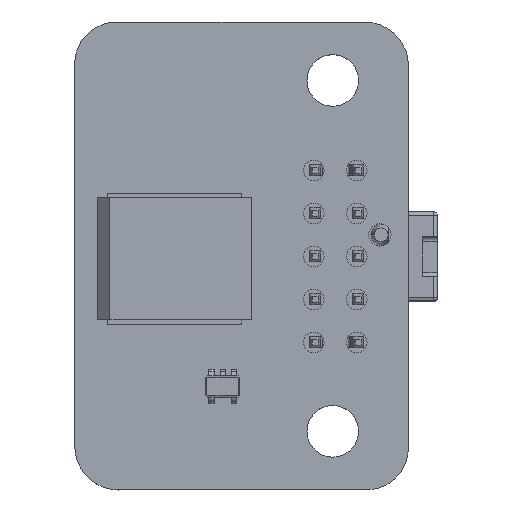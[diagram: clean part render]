
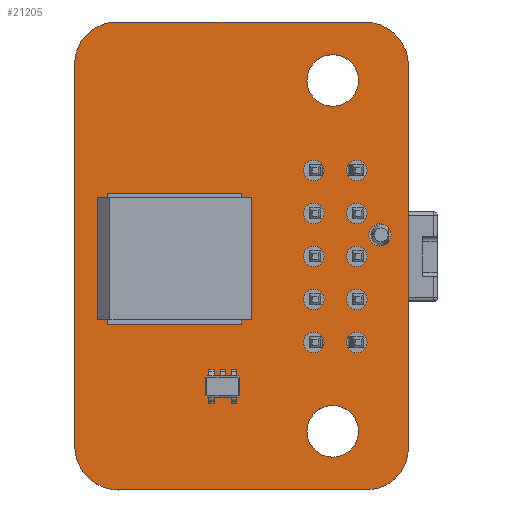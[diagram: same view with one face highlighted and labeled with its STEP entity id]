
A CAD part, top view. The second image highlights one B-rep face of the part: STEP entity #21205.
In plain terms, the highlighted planar face has unit normal (0, 0, 1).
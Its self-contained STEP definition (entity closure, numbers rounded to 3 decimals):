
#20905 = VERTEX_POINT('',#20906);
#20906 = CARTESIAN_POINT('',(-9.7,11.234,1.6));
#20912 = EDGE_CURVE('',#20905,#20913,#20915,.T.);
#20913 = VERTEX_POINT('',#20914);
#20914 = CARTESIAN_POINT('',(-7.2,13.604,1.6));
#20915 = CIRCLE('',#20916,2.444);
#20916 = AXIS2_PLACEMENT_3D('',#20917,#20918,#20919);
#20917 = CARTESIAN_POINT('',(-7.258,11.161,1.6));
#20918 = DIRECTION('',(0.,0.,-1.));
#20919 = DIRECTION('',(-1.,0.03,0.));
#20947 = VERTEX_POINT('',#20948);
#20948 = CARTESIAN_POINT('',(-9.7,-11.078,1.6));
#20954 = EDGE_CURVE('',#20947,#20905,#20955,.T.);
#20955 = LINE('',#20956,#20957);
#20956 = CARTESIAN_POINT('',(-9.7,-11.078,1.6));
#20957 = VECTOR('',#20958,1.);
#20958 = DIRECTION('',(0.,1.,0.));
#20976 = EDGE_CURVE('',#20913,#20977,#20979,.T.);
#20977 = VERTEX_POINT('',#20978);
#20978 = CARTESIAN_POINT('',(7.2,13.604,1.6));
#20979 = LINE('',#20980,#20981);
#20980 = CARTESIAN_POINT('',(-7.2,13.604,1.6));
#20981 = VECTOR('',#20982,1.);
#20982 = DIRECTION('',(1.,0.,0.));
#21205 = ADVANCED_FACE('',(#21206,#21260,#21271,#21282,#21293,#21304,
    #21315,#21326,#21337,#21348,#21359,#21370,#21381,#21392),#21403,.T.
  );
#21206 = FACE_BOUND('',#21207,.T.);
#21207 = EDGE_LOOP('',(#21208,#21209,#21210,#21219,#21227,#21235,#21244,
    #21252,#21259));
#21208 = ORIENTED_EDGE('',*,*,#20912,.F.);
#21209 = ORIENTED_EDGE('',*,*,#20954,.F.);
#21210 = ORIENTED_EDGE('',*,*,#21211,.F.);
#21211 = EDGE_CURVE('',#21212,#20947,#21214,.T.);
#21212 = VERTEX_POINT('',#21213);
#21213 = CARTESIAN_POINT('',(-7.165,-13.605,1.6));
#21214 = CIRCLE('',#21215,2.563);
#21215 = AXIS2_PLACEMENT_3D('',#21216,#21217,#21218);
#21216 = CARTESIAN_POINT('',(-7.138,-11.042,1.6));
#21217 = DIRECTION('',(0.,0.,-1.));
#21218 = DIRECTION('',(-0.01,-1.,-0.));
#21219 = ORIENTED_EDGE('',*,*,#21220,.F.);
#21220 = EDGE_CURVE('',#21221,#21212,#21223,.T.);
#21221 = VERTEX_POINT('',#21222);
#21222 = CARTESIAN_POINT('',(7.2,-13.587,1.6));
#21223 = LINE('',#21224,#21225);
#21224 = CARTESIAN_POINT('',(7.2,-13.587,1.6));
#21225 = VECTOR('',#21226,1.);
#21226 = DIRECTION('',(-1.,-0.001,0.));
#21227 = ORIENTED_EDGE('',*,*,#21228,.F.);
#21228 = EDGE_CURVE('',#21229,#21221,#21231,.T.);
#21229 = VERTEX_POINT('',#21230);
#21230 = CARTESIAN_POINT('',(7.2,-13.587,1.6));
#21231 = LINE('',#21232,#21233);
#21232 = CARTESIAN_POINT('',(7.2,-13.587,1.6));
#21233 = VECTOR('',#21234,1.);
#21234 = DIRECTION('',(-0.037,-0.999,0.));
#21235 = ORIENTED_EDGE('',*,*,#21236,.F.);
#21236 = EDGE_CURVE('',#21237,#21229,#21239,.T.);
#21237 = VERTEX_POINT('',#21238);
#21238 = CARTESIAN_POINT('',(9.7,-11.196,1.6));
#21239 = CIRCLE('',#21240,2.408);
#21240 = AXIS2_PLACEMENT_3D('',#21241,#21242,#21243);
#21241 = CARTESIAN_POINT('',(7.292,-11.18,1.6));
#21242 = DIRECTION('',(0.,0.,-1.));
#21243 = DIRECTION('',(1.,-0.007,0.));
#21244 = ORIENTED_EDGE('',*,*,#21245,.F.);
#21245 = EDGE_CURVE('',#21246,#21237,#21248,.T.);
#21246 = VERTEX_POINT('',#21247);
#21247 = CARTESIAN_POINT('',(9.7,11.004,1.6));
#21248 = LINE('',#21249,#21250);
#21249 = CARTESIAN_POINT('',(9.7,11.004,1.6));
#21250 = VECTOR('',#21251,1.);
#21251 = DIRECTION('',(0.,-1.,0.));
#21252 = ORIENTED_EDGE('',*,*,#21253,.F.);
#21253 = EDGE_CURVE('',#20977,#21246,#21254,.T.);
#21254 = CIRCLE('',#21255,2.55);
#21255 = AXIS2_PLACEMENT_3D('',#21256,#21257,#21258);
#21256 = CARTESIAN_POINT('',(7.15,11.055,1.6));
#21257 = DIRECTION('',(0.,0.,-1.));
#21258 = DIRECTION('',(0.019,1.,0.));
#21259 = ORIENTED_EDGE('',*,*,#20976,.F.);
#21260 = FACE_BOUND('',#21261,.T.);
#21261 = EDGE_LOOP('',(#21262));
#21262 = ORIENTED_EDGE('',*,*,#21263,.T.);
#21263 = EDGE_CURVE('',#21264,#21264,#21266,.T.);
#21264 = VERTEX_POINT('',#21265);
#21265 = CARTESIAN_POINT('',(5.3,-11.696,1.6));
#21266 = CIRCLE('',#21267,1.5);
#21267 = AXIS2_PLACEMENT_3D('',#21268,#21269,#21270);
#21268 = CARTESIAN_POINT('',(5.3,-10.196,1.6));
#21269 = DIRECTION('',(-0.,0.,-1.));
#21270 = DIRECTION('',(-0.,-1.,0.));
#21271 = FACE_BOUND('',#21272,.T.);
#21272 = EDGE_LOOP('',(#21273));
#21273 = ORIENTED_EDGE('',*,*,#21274,.T.);
#21274 = EDGE_CURVE('',#21275,#21275,#21277,.T.);
#21275 = VERTEX_POINT('',#21276);
#21276 = CARTESIAN_POINT('',(4.2,-5.621,1.6));
#21277 = CIRCLE('',#21278,0.6);
#21278 = AXIS2_PLACEMENT_3D('',#21279,#21280,#21281);
#21279 = CARTESIAN_POINT('',(4.2,-5.021,1.6));
#21280 = DIRECTION('',(-0.,0.,-1.));
#21281 = DIRECTION('',(-0.,-1.,0.));
#21282 = FACE_BOUND('',#21283,.T.);
#21283 = EDGE_LOOP('',(#21284));
#21284 = ORIENTED_EDGE('',*,*,#21285,.T.);
#21285 = EDGE_CURVE('',#21286,#21286,#21288,.T.);
#21286 = VERTEX_POINT('',#21287);
#21287 = CARTESIAN_POINT('',(4.2,-3.121,1.6));
#21288 = CIRCLE('',#21289,0.6);
#21289 = AXIS2_PLACEMENT_3D('',#21290,#21291,#21292);
#21290 = CARTESIAN_POINT('',(4.2,-2.521,1.6));
#21291 = DIRECTION('',(-0.,0.,-1.));
#21292 = DIRECTION('',(-0.,-1.,0.));
#21293 = FACE_BOUND('',#21294,.T.);
#21294 = EDGE_LOOP('',(#21295));
#21295 = ORIENTED_EDGE('',*,*,#21296,.T.);
#21296 = EDGE_CURVE('',#21297,#21297,#21299,.T.);
#21297 = VERTEX_POINT('',#21298);
#21298 = CARTESIAN_POINT('',(4.2,-0.621,1.6));
#21299 = CIRCLE('',#21300,0.6);
#21300 = AXIS2_PLACEMENT_3D('',#21301,#21302,#21303);
#21301 = CARTESIAN_POINT('',(4.2,-0.021,1.6));
#21302 = DIRECTION('',(-0.,0.,-1.));
#21303 = DIRECTION('',(-0.,-1.,0.));
#21304 = FACE_BOUND('',#21305,.T.);
#21305 = EDGE_LOOP('',(#21306));
#21306 = ORIENTED_EDGE('',*,*,#21307,.T.);
#21307 = EDGE_CURVE('',#21308,#21308,#21310,.T.);
#21308 = VERTEX_POINT('',#21309);
#21309 = CARTESIAN_POINT('',(6.7,-5.621,1.6));
#21310 = CIRCLE('',#21311,0.6);
#21311 = AXIS2_PLACEMENT_3D('',#21312,#21313,#21314);
#21312 = CARTESIAN_POINT('',(6.7,-5.021,1.6));
#21313 = DIRECTION('',(-0.,0.,-1.));
#21314 = DIRECTION('',(-0.,-1.,0.));
#21315 = FACE_BOUND('',#21316,.T.);
#21316 = EDGE_LOOP('',(#21317));
#21317 = ORIENTED_EDGE('',*,*,#21318,.T.);
#21318 = EDGE_CURVE('',#21319,#21319,#21321,.T.);
#21319 = VERTEX_POINT('',#21320);
#21320 = CARTESIAN_POINT('',(6.7,-3.121,1.6));
#21321 = CIRCLE('',#21322,0.6);
#21322 = AXIS2_PLACEMENT_3D('',#21323,#21324,#21325);
#21323 = CARTESIAN_POINT('',(6.7,-2.521,1.6));
#21324 = DIRECTION('',(-0.,0.,-1.));
#21325 = DIRECTION('',(-0.,-1.,0.));
#21326 = FACE_BOUND('',#21327,.T.);
#21327 = EDGE_LOOP('',(#21328));
#21328 = ORIENTED_EDGE('',*,*,#21329,.T.);
#21329 = EDGE_CURVE('',#21330,#21330,#21332,.T.);
#21330 = VERTEX_POINT('',#21331);
#21331 = CARTESIAN_POINT('',(6.7,-0.621,1.6));
#21332 = CIRCLE('',#21333,0.6);
#21333 = AXIS2_PLACEMENT_3D('',#21334,#21335,#21336);
#21334 = CARTESIAN_POINT('',(6.7,-0.021,1.6));
#21335 = DIRECTION('',(-0.,0.,-1.));
#21336 = DIRECTION('',(-0.,-1.,0.));
#21337 = FACE_BOUND('',#21338,.T.);
#21338 = EDGE_LOOP('',(#21339));
#21339 = ORIENTED_EDGE('',*,*,#21340,.T.);
#21340 = EDGE_CURVE('',#21341,#21341,#21343,.T.);
#21341 = VERTEX_POINT('',#21342);
#21342 = CARTESIAN_POINT('',(4.2,1.879,1.6));
#21343 = CIRCLE('',#21344,0.6);
#21344 = AXIS2_PLACEMENT_3D('',#21345,#21346,#21347);
#21345 = CARTESIAN_POINT('',(4.2,2.479,1.6));
#21346 = DIRECTION('',(-0.,0.,-1.));
#21347 = DIRECTION('',(-0.,-1.,0.));
#21348 = FACE_BOUND('',#21349,.T.);
#21349 = EDGE_LOOP('',(#21350));
#21350 = ORIENTED_EDGE('',*,*,#21351,.T.);
#21351 = EDGE_CURVE('',#21352,#21352,#21354,.T.);
#21352 = VERTEX_POINT('',#21353);
#21353 = CARTESIAN_POINT('',(4.2,4.379,1.6));
#21354 = CIRCLE('',#21355,0.6);
#21355 = AXIS2_PLACEMENT_3D('',#21356,#21357,#21358);
#21356 = CARTESIAN_POINT('',(4.2,4.979,1.6));
#21357 = DIRECTION('',(-0.,0.,-1.));
#21358 = DIRECTION('',(-0.,-1.,0.));
#21359 = FACE_BOUND('',#21360,.T.);
#21360 = EDGE_LOOP('',(#21361));
#21361 = ORIENTED_EDGE('',*,*,#21362,.T.);
#21362 = EDGE_CURVE('',#21363,#21363,#21365,.T.);
#21363 = VERTEX_POINT('',#21364);
#21364 = CARTESIAN_POINT('',(5.3,8.704,1.6));
#21365 = CIRCLE('',#21366,1.5);
#21366 = AXIS2_PLACEMENT_3D('',#21367,#21368,#21369);
#21367 = CARTESIAN_POINT('',(5.3,10.204,1.6));
#21368 = DIRECTION('',(-0.,0.,-1.));
#21369 = DIRECTION('',(-0.,-1.,0.));
#21370 = FACE_BOUND('',#21371,.T.);
#21371 = EDGE_LOOP('',(#21372));
#21372 = ORIENTED_EDGE('',*,*,#21373,.T.);
#21373 = EDGE_CURVE('',#21374,#21374,#21376,.T.);
#21374 = VERTEX_POINT('',#21375);
#21375 = CARTESIAN_POINT('',(6.7,1.879,1.6));
#21376 = CIRCLE('',#21377,0.6);
#21377 = AXIS2_PLACEMENT_3D('',#21378,#21379,#21380);
#21378 = CARTESIAN_POINT('',(6.7,2.479,1.6));
#21379 = DIRECTION('',(-0.,0.,-1.));
#21380 = DIRECTION('',(-0.,-1.,0.));
#21381 = FACE_BOUND('',#21382,.T.);
#21382 = EDGE_LOOP('',(#21383));
#21383 = ORIENTED_EDGE('',*,*,#21384,.T.);
#21384 = EDGE_CURVE('',#21385,#21385,#21387,.T.);
#21385 = VERTEX_POINT('',#21386);
#21386 = CARTESIAN_POINT('',(6.7,4.379,1.6));
#21387 = CIRCLE('',#21388,0.6);
#21388 = AXIS2_PLACEMENT_3D('',#21389,#21390,#21391);
#21389 = CARTESIAN_POINT('',(6.7,4.979,1.6));
#21390 = DIRECTION('',(-0.,0.,-1.));
#21391 = DIRECTION('',(-0.,-1.,0.));
#21392 = FACE_BOUND('',#21393,.T.);
#21393 = EDGE_LOOP('',(#21394));
#21394 = ORIENTED_EDGE('',*,*,#21395,.T.);
#21395 = EDGE_CURVE('',#21396,#21396,#21398,.T.);
#21396 = VERTEX_POINT('',#21397);
#21397 = CARTESIAN_POINT('',(8.04,0.579,1.6));
#21398 = CIRCLE('',#21399,0.65);
#21399 = AXIS2_PLACEMENT_3D('',#21400,#21401,#21402);
#21400 = CARTESIAN_POINT('',(8.04,1.229,1.6));
#21401 = DIRECTION('',(-0.,0.,-1.));
#21402 = DIRECTION('',(-0.,-1.,0.));
#21403 = PLANE('',#21404);
#21404 = AXIS2_PLACEMENT_3D('',#21405,#21406,#21407);
#21405 = CARTESIAN_POINT('',(0.,0.,1.6));
#21406 = DIRECTION('',(0.,0.,1.));
#21407 = DIRECTION('',(1.,0.,-0.));
